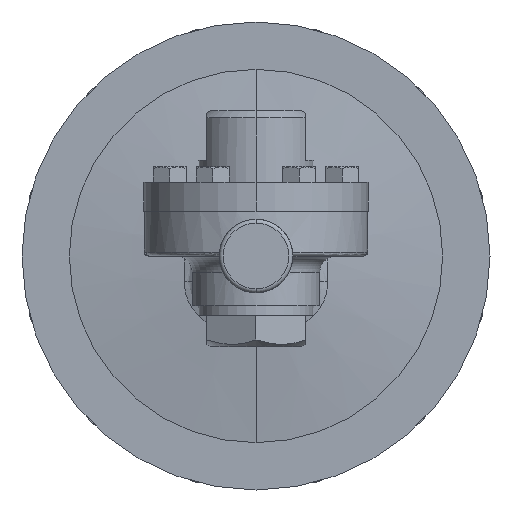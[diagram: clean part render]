
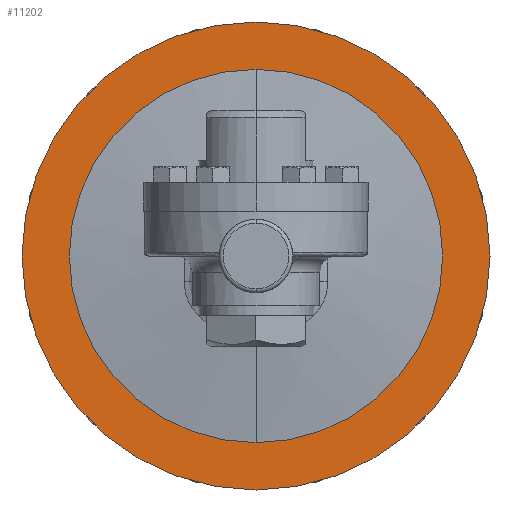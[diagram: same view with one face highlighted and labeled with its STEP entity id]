
A CAD part, front view. The second image highlights one B-rep face of the part: STEP entity #11202.
In plain terms, the highlighted planar face has unit normal (0, -1, 0).
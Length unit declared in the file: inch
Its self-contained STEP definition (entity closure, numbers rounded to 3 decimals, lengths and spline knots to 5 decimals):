
#912 = DIRECTION ( 'NONE',  ( 0., 0., -1. ) ) ;
#954 = AXIS2_PLACEMENT_3D ( 'NONE', #14498, #7701, #912 ) ;
#1750 = ORIENTED_EDGE ( 'NONE', *, *, #12197, .T. ) ;
#1769 = CIRCLE ( 'NONE', #9879, 2.84 ) ;
#1966 = CARTESIAN_POINT ( 'NONE',  ( 0., 2.25, 0. ) ) ;
#3090 = DIRECTION ( 'NONE',  ( 0., 0., -1. ) ) ;
#3163 = CIRCLE ( 'NONE', #12894, 2.84 ) ;
#3345 = DIRECTION ( 'NONE',  ( 0., -1., 0. ) ) ;
#3444 = DIRECTION ( 'NONE',  ( 0., -1., 0. ) ) ;
#3463 = CARTESIAN_POINT ( 'NONE',  ( 0., 2.25, -3.655 ) ) ;
#3796 = VERTEX_POINT ( 'NONE', #12742 ) ;
#3804 = AXIS2_PLACEMENT_3D ( 'NONE', #3463, #4609, #12558 ) ;
#4101 = FACE_BOUND ( 'NONE', #5664, .T. ) ;
#4609 = DIRECTION ( 'NONE',  ( 0., -1., 0. ) ) ;
#4965 = EDGE_CURVE ( 'NONE', #8107, #3796, #3163, .T. ) ;
#5664 = EDGE_LOOP ( 'NONE', ( #9833, #7179 ) ) ;
#6792 = CARTESIAN_POINT ( 'NONE',  ( 0., 2.25, 2.84 ) ) ;
#6888 = CARTESIAN_POINT ( 'NONE',  ( 0., 2.25, -3.56 ) ) ;
#7179 = ORIENTED_EDGE ( 'NONE', *, *, #13929, .F. ) ;
#7701 = DIRECTION ( 'NONE',  ( 0., -1., 0. ) ) ;
#8107 = VERTEX_POINT ( 'NONE', #6792 ) ;
#8205 = VERTEX_POINT ( 'NONE', #6888 ) ;
#8335 = ORIENTED_EDGE ( 'NONE', *, *, #11757, .T. ) ;
#9833 = ORIENTED_EDGE ( 'NONE', *, *, #4965, .F. ) ;
#9874 = DIRECTION ( 'NONE',  ( 0., -1., 0. ) ) ;
#9879 = AXIS2_PLACEMENT_3D ( 'NONE', #1966, #9874, #3090 ) ;
#10136 = CARTESIAN_POINT ( 'NONE',  ( 0., 2.25, 0. ) ) ;
#10237 = CARTESIAN_POINT ( 'NONE',  ( 0., 2.25, 0. ) ) ;
#10256 = PLANE ( 'NONE',  #3804 ) ;
#11202 = ADVANCED_FACE ( 'NONE', ( #4101, #13182 ), #10256, .T. ) ;
#11223 = CIRCLE ( 'NONE', #11905, 3.56 ) ;
#11305 = DIRECTION ( 'NONE',  ( 0., 0., -1. ) ) ;
#11405 = DIRECTION ( 'NONE',  ( 0., 0., -1. ) ) ;
#11651 = CARTESIAN_POINT ( 'NONE',  ( 0., 2.25, 3.56 ) ) ;
#11757 = EDGE_CURVE ( 'NONE', #11912, #8205, #11223, .T. ) ;
#11905 = AXIS2_PLACEMENT_3D ( 'NONE', #10237, #3444, #11405 ) ;
#11912 = VERTEX_POINT ( 'NONE', #11651 ) ;
#12197 = EDGE_CURVE ( 'NONE', #8205, #11912, #14042, .T. ) ;
#12558 = DIRECTION ( 'NONE',  ( 0., 0., -1. ) ) ;
#12742 = CARTESIAN_POINT ( 'NONE',  ( 0., 2.25, -2.84 ) ) ;
#12894 = AXIS2_PLACEMENT_3D ( 'NONE', #10136, #3345, #11305 ) ;
#13182 = FACE_OUTER_BOUND ( 'NONE', #14455, .T. ) ;
#13929 = EDGE_CURVE ( 'NONE', #3796, #8107, #1769, .T. ) ;
#14042 = CIRCLE ( 'NONE', #954, 3.56 ) ;
#14455 = EDGE_LOOP ( 'NONE', ( #1750, #8335 ) ) ;
#14498 = CARTESIAN_POINT ( 'NONE',  ( 0., 2.25, 0. ) ) ;
